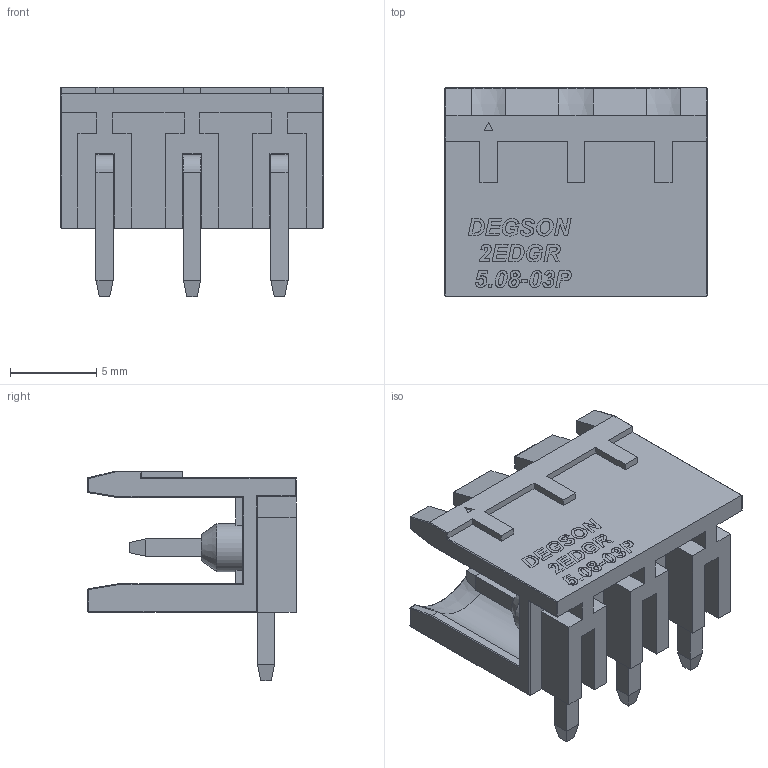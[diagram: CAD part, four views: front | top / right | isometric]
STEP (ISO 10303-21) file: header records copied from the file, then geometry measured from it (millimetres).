
FILE_DESCRIPTION (( 'STEP AP214' ), '1' );
FILE_NAME ('2EDGR-5.08-03P-14-00AH.STEP', '2021-02-12T19:17:01', ( '' ), ( '' ), 'SwSTEP 2.0', 'SolidWorks 2020', '' );
FILE_SCHEMA (( 'AUTOMOTIVE_DESIGN' ));
Length unit declared in the file: millimetre
Products named in the file (1): 2EDGR-5.08-03P-14-00AH
Bounding box: 15.24 x 12.1 x 12.2 mm (x, y, z)
Volume: 619.2 mm3; surface area: 1316.3 mm2
Topology: 1 solids, 1 shells, 547 faces, 1441 edges, 922 vertices
Faces by surface type: plane 309, bspline 160, cylinder 57, cone 9, torus 6, sphere 6
Entity records: 28265 total; most frequent: CARTESIAN_POINT 12239, ORIENTED_EDGE 2870, DIRECTION 1930, EDGE_CURVE 1435, VECTOR 988, LINE 988, VERTEX_POINT 922, EDGE_LOOP 579
